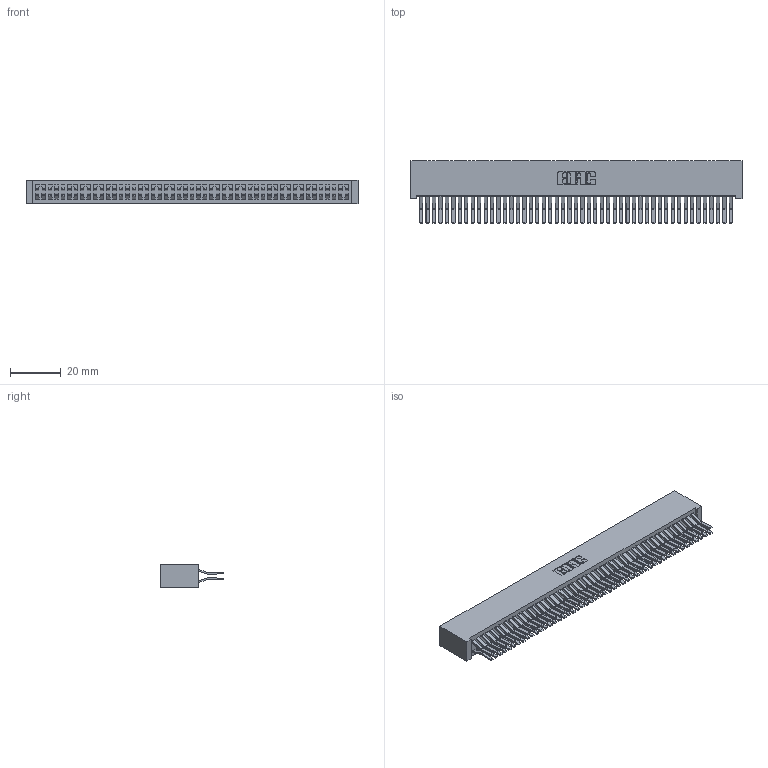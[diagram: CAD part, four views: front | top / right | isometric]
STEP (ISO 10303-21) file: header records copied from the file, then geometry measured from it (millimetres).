
FILE_DESCRIPTION (( 'STEP AP203' ), '1' );
FILE_NAME ('342-098-560-201.STEP', '2018-08-14T04:14:02', ( '' ), ( '' ), 'SwSTEP 2.0', 'SolidWorks 2016', '' );
FILE_SCHEMA (( 'CONFIG_CONTROL_DESIGN' ));
Length unit declared in the file: inch
Products named in the file (3): 342 Part_Lugless; 345-292-001_560 Tail; 342-098-560-201
Assembly tree (99 placements, depth 2):
  342-098-560-201
    342 Part_Lugless
    345-292-001_560 Tail  x98
Bounding box: 130.71 x 24.78 x 9.4 mm (x, y, z)
Volume: 12860.2 mm3; surface area: 23094.6 mm2
Topology: 99 solids, 99 shells, 5394 faces, 16053 edges, 10570 vertices
Faces by surface type: plane 3590, cylinder 1804
Entity records: 30297 total; most frequent: CARTESIAN_POINT 5010, ORIENTED_EDGE 4946, DIRECTION 4265, EDGE_CURVE 2473, LINE 2349, VECTOR 2349, VERTEX_POINT 1646, AXIS2_PLACEMENT_3D 958
